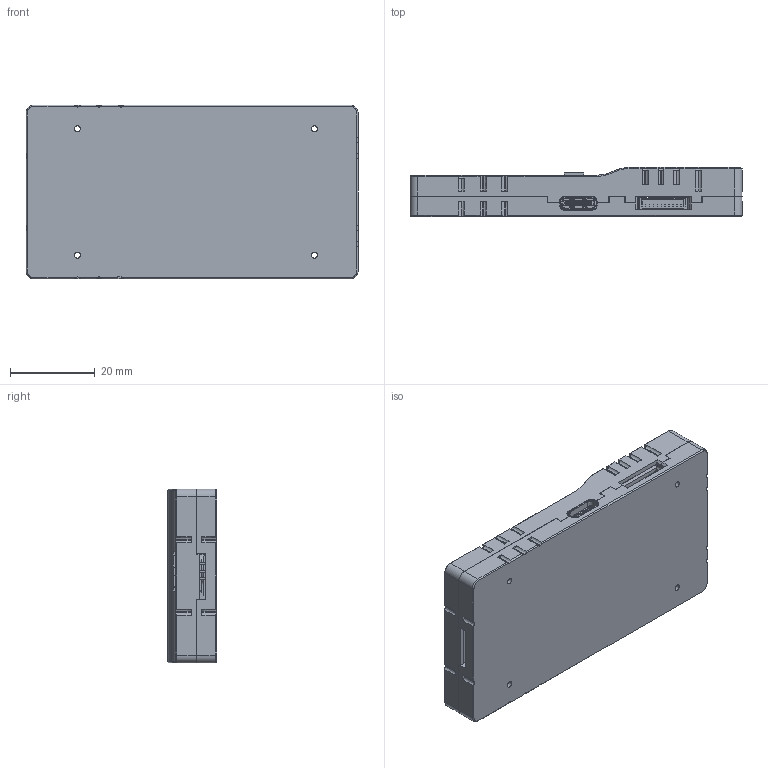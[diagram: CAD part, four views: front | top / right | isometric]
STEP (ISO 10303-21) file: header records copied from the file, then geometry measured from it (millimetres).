
FILE_DESCRIPTION(('FreeCAD Model'),'2;1');
FILE_NAME('Open CASCADE Shape Model','2025-04-27T13:31:44',('FreeCAD'),( 'FreeCAD'),'Open CASCADE STEP processor 7.6','FreeCAD','Unknown');
FILE_SCHEMA(('AUTOMOTIVE_DESIGN { 1 0 10303 214 1 1 1 1 }'));
Products named in the file (1): Open CASCADE STEP translator 7.6 1
Bounding box: 78.5 x 11.59 x 41.12 mm (x, y, z)
Volume: 17366.3 mm3; surface area: 34208.2 mm2
Topology: 146 solids, 166 shells, 8452 faces, 23796 edges, 15679 vertices
Faces by surface type: bspline 8452
Entity records: 257412 total; most frequent: CARTESIAN_POINT 114534, ORIENTED_EDGE 47544, EDGE_CURVE 23772, B_SPLINE_CURVE_WITH_KNOTS 21865, VERTEX_POINT 15679, FACE_BOUND 8861, EDGE_LOOP 8861, ADVANCED_FACE 8452
